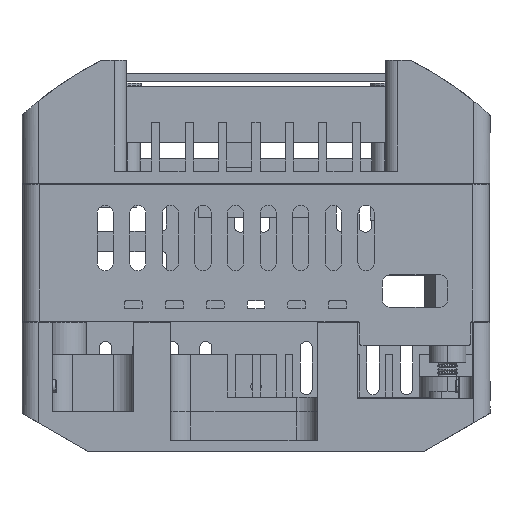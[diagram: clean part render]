
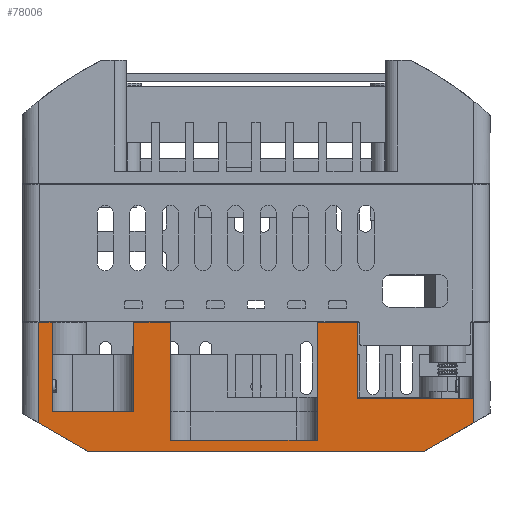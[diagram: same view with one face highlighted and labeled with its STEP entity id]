
A CAD part, left-side view. The second image highlights one B-rep face of the part: STEP entity #78006.
In plain terms, the highlighted face is planar.
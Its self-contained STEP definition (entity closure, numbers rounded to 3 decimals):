
#534 = LINE ( 'NONE', #19457, #6315 ) ;
#1065 = ORIENTED_EDGE ( 'NONE', *, *, #70961, .T. ) ;
#2149 = CARTESIAN_POINT ( 'NONE',  ( 112.5, -15.9, -15. ) ) ;
#2495 = DIRECTION ( 'NONE',  ( 0., 0., 1. ) ) ;
#2561 = VERTEX_POINT ( 'NONE', #73668 ) ;
#4762 = AXIS2_PLACEMENT_3D ( 'NONE', #33121, #39282, #2495 ) ;
#6315 = VECTOR ( 'NONE', #31525, 1000. ) ;
#8152 = VECTOR ( 'NONE', #37809, 1000. ) ;
#10444 = VERTEX_POINT ( 'NONE', #75583 ) ;
#10785 = DIRECTION ( 'NONE',  ( 0., 0., 1. ) ) ;
#11491 = CARTESIAN_POINT ( 'NONE',  ( 112.5, -1.4, 7.5 ) ) ;
#11976 = VERTEX_POINT ( 'NONE', #78942 ) ;
#13060 = LINE ( 'NONE', #46593, #14993 ) ;
#13095 = ORIENTED_EDGE ( 'NONE', *, *, #61952, .T. ) ;
#13209 = CARTESIAN_POINT ( 'NONE',  ( 112.5, -15.9, 27.6 ) ) ;
#14339 = DIRECTION ( 'NONE',  ( 0., 0., 1. ) ) ;
#14711 = EDGE_CURVE ( 'NONE', #15947, #38514, #31152, .T. ) ;
#14757 = EDGE_CURVE ( 'NONE', #2561, #29054, #14846, .T. ) ;
#14846 = LINE ( 'NONE', #47612, #45579 ) ;
#14875 = VECTOR ( 'NONE', #41279, 1000. ) ;
#14993 = VECTOR ( 'NONE', #52808, 1000. ) ;
#15638 = DIRECTION ( 'NONE',  ( 0., 0., -1. ) ) ;
#15867 = VECTOR ( 'NONE', #58065, 1000. ) ;
#15947 = VERTEX_POINT ( 'NONE', #23806 ) ;
#16597 = CARTESIAN_POINT ( 'NONE',  ( 112.5, -15.901, 12.5 ) ) ;
#17633 = CARTESIAN_POINT ( 'NONE',  ( 112.5, -4.7, 28.7 ) ) ;
#17893 = DIRECTION ( 'NONE',  ( 0., 0., -1. ) ) ;
#17896 = EDGE_CURVE ( 'NONE', #11976, #27564, #62005, .T. ) ;
#18285 = CARTESIAN_POINT ( 'NONE',  ( 112.5, -15.9, 7.5 ) ) ;
#18760 = VECTOR ( 'NONE', #17893, 1000. ) ;
#19457 = CARTESIAN_POINT ( 'NONE',  ( 112.5, -15.9, -15. ) ) ;
#19650 = DIRECTION ( 'NONE',  ( 0., 0., -1. ) ) ;
#19938 = LINE ( 'NONE', #42349, #67063 ) ;
#21102 = VERTEX_POINT ( 'NONE', #30483 ) ;
#21350 = CARTESIAN_POINT ( 'NONE',  ( 112.5, -15.9, -26.7 ) ) ;
#22230 = VECTOR ( 'NONE', #14339, 1000. ) ;
#23044 = EDGE_CURVE ( 'NONE', #11976, #71854, #28914, .T. ) ;
#23806 = CARTESIAN_POINT ( 'NONE',  ( 112.5, -3.545, 26.7 ) ) ;
#23820 = DIRECTION ( 'NONE',  ( 0., -0.5, 0.866 ) ) ;
#24146 = EDGE_CURVE ( 'NONE', #73289, #71854, #31689, .T. ) ;
#24154 = LINE ( 'NONE', #63767, #22230 ) ;
#24521 = LINE ( 'NONE', #31626, #8152 ) ;
#24811 = ORIENTED_EDGE ( 'NONE', *, *, #75097, .T. ) ;
#25185 = DIRECTION ( 'NONE',  ( 0., 0., -1. ) ) ;
#25822 = DIRECTION ( 'NONE',  ( 0., 1., 0. ) ) ;
#26056 = VECTOR ( 'NONE', #25185, 1000. ) ;
#26989 = VECTOR ( 'NONE', #15638, 1000. ) ;
#27564 = VERTEX_POINT ( 'NONE', #75252 ) ;
#27804 = LINE ( 'NONE', #71203, #76873 ) ;
#27999 = CARTESIAN_POINT ( 'NONE',  ( 112.5, -15.9, 27.6 ) ) ;
#28556 = DIRECTION ( 'NONE',  ( 0., -1., 0. ) ) ;
#28914 = LINE ( 'NONE', #27999, #26989 ) ;
#29054 = VERTEX_POINT ( 'NONE', #42148 ) ;
#30483 = CARTESIAN_POINT ( 'NONE',  ( 112.5, -15.9, -25. ) ) ;
#30632 = ORIENTED_EDGE ( 'NONE', *, *, #46315, .T. ) ;
#30695 = ORIENTED_EDGE ( 'NONE', *, *, #49521, .F. ) ;
#31152 = LINE ( 'NONE', #47087, #49422 ) ;
#31525 = DIRECTION ( 'NONE',  ( 0., -1., 0. ) ) ;
#31626 = CARTESIAN_POINT ( 'NONE',  ( 112.5, -4.7, -28.7 ) ) ;
#31689 = LINE ( 'NONE', #18285, #78817 ) ;
#31784 = VERTEX_POINT ( 'NONE', #54145 ) ;
#31832 = LINE ( 'NONE', #68241, #26056 ) ;
#32963 = VECTOR ( 'NONE', #19650, 1000. ) ;
#33121 = CARTESIAN_POINT ( 'NONE',  ( 112.5, 0., 0. ) ) ;
#34317 = VERTEX_POINT ( 'NONE', #68978 ) ;
#34341 = DIRECTION ( 'NONE',  ( 0., 0., -1. ) ) ;
#34788 = VERTEX_POINT ( 'NONE', #21350 ) ;
#34896 = VECTOR ( 'NONE', #23820, 1000. ) ;
#35132 = EDGE_CURVE ( 'NONE', #21102, #2561, #67775, .T. ) ;
#37020 = LINE ( 'NONE', #54726, #18760 ) ;
#37607 = ORIENTED_EDGE ( 'NONE', *, *, #14757, .F. ) ;
#37809 = DIRECTION ( 'NONE',  ( 0., 0.5, 0.866 ) ) ;
#37938 = ORIENTED_EDGE ( 'NONE', *, *, #35132, .F. ) ;
#38514 = VERTEX_POINT ( 'NONE', #53040 ) ;
#39221 = ORIENTED_EDGE ( 'NONE', *, *, #57724, .F. ) ;
#39282 = DIRECTION ( 'NONE',  ( -1., 0., 0. ) ) ;
#39857 = EDGE_CURVE ( 'NONE', #63262, #72912, #37020, .T. ) ;
#40306 = FACE_OUTER_BOUND ( 'NONE', #54390, .T. ) ;
#41279 = DIRECTION ( 'NONE',  ( 0., 1., 0. ) ) ;
#41544 = CARTESIAN_POINT ( 'NONE',  ( 112.5, -15.9, 26.5 ) ) ;
#42148 = CARTESIAN_POINT ( 'NONE',  ( 112.5, -4.9, -15. ) ) ;
#42349 = CARTESIAN_POINT ( 'NONE',  ( 112.5, 0., -26.7 ) ) ;
#42886 = CARTESIAN_POINT ( 'NONE',  ( 112.5, -1.4, -10.5 ) ) ;
#44549 = ORIENTED_EDGE ( 'NONE', *, *, #77134, .F. ) ;
#45579 = VECTOR ( 'NONE', #10785, 1000. ) ;
#45597 = EDGE_CURVE ( 'NONE', #31784, #15947, #67639, .T. ) ;
#46315 = EDGE_CURVE ( 'NONE', #70882, #71706, #77081, .T. ) ;
#46593 = CARTESIAN_POINT ( 'NONE',  ( 112.5, -15.9, -10.5 ) ) ;
#47087 = CARTESIAN_POINT ( 'NONE',  ( 112.5, 0., 26.7 ) ) ;
#47177 = ORIENTED_EDGE ( 'NONE', *, *, #24146, .F. ) ;
#47612 = CARTESIAN_POINT ( 'NONE',  ( 112.5, -4.9, -15. ) ) ;
#49276 = LINE ( 'NONE', #13209, #32963 ) ;
#49422 = VECTOR ( 'NONE', #28556, 1000. ) ;
#49521 = EDGE_CURVE ( 'NONE', #29054, #72912, #534, .T. ) ;
#50622 = VERTEX_POINT ( 'NONE', #42886 ) ;
#51100 = CARTESIAN_POINT ( 'NONE',  ( 112.5, -15.9, 7.5 ) ) ;
#52425 = EDGE_CURVE ( 'NONE', #38514, #70882, #49276, .T. ) ;
#52808 = DIRECTION ( 'NONE',  ( 0., 1., 0. ) ) ;
#53040 = CARTESIAN_POINT ( 'NONE',  ( 112.5, -15.9, 26.7 ) ) ;
#53368 = ORIENTED_EDGE ( 'NONE', *, *, #45597, .T. ) ;
#54145 = CARTESIAN_POINT ( 'NONE',  ( 112.5, 0., 20.559 ) ) ;
#54390 = EDGE_LOOP ( 'NONE', ( #53368, #73182, #70429, #30632, #13095, #76848, #78414, #47177, #44549, #39221, #54900, #30695, #37607, #37938, #74307, #1065, #24811, #56284 ) ) ;
#54726 = CARTESIAN_POINT ( 'NONE',  ( 112.5, -15.9, 27.6 ) ) ;
#54900 = ORIENTED_EDGE ( 'NONE', *, *, #39857, .T. ) ;
#55361 = DIRECTION ( 'NONE',  ( 0., -1., 0. ) ) ;
#55946 = CARTESIAN_POINT ( 'NONE',  ( 112.5, -15.9, -25. ) ) ;
#56284 = ORIENTED_EDGE ( 'NONE', *, *, #74996, .T. ) ;
#56915 = VECTOR ( 'NONE', #25822, 1000. ) ;
#57724 = EDGE_CURVE ( 'NONE', #63262, #50622, #13060, .T. ) ;
#58065 = DIRECTION ( 'NONE',  ( 0., 0., 1. ) ) ;
#61243 = CARTESIAN_POINT ( 'NONE',  ( 112.5, 0., 20.559 ) ) ;
#61952 = EDGE_CURVE ( 'NONE', #71706, #27564, #27804, .T. ) ;
#62005 = LINE ( 'NONE', #16597, #14875 ) ;
#62663 = CARTESIAN_POINT ( 'NONE',  ( 112.5, -15.901, 26.5 ) ) ;
#63262 = VERTEX_POINT ( 'NONE', #72576 ) ;
#63767 = CARTESIAN_POINT ( 'NONE',  ( 112.5, -1.4, 7.5 ) ) ;
#65825 = VECTOR ( 'NONE', #74513, 1000. ) ;
#66873 = LINE ( 'NONE', #61243, #15867 ) ;
#67063 = VECTOR ( 'NONE', #79181, 1000. ) ;
#67639 = LINE ( 'NONE', #17633, #34896 ) ;
#67775 = LINE ( 'NONE', #55946, #65825 ) ;
#68128 = EDGE_CURVE ( 'NONE', #21102, #34788, #31832, .T. ) ;
#68241 = CARTESIAN_POINT ( 'NONE',  ( 112.5, -15.9, 27.6 ) ) ;
#68978 = CARTESIAN_POINT ( 'NONE',  ( 112.5, 0., -20.559 ) ) ;
#70008 = PLANE ( 'NONE',  #4762 ) ;
#70429 = ORIENTED_EDGE ( 'NONE', *, *, #52425, .T. ) ;
#70882 = VERTEX_POINT ( 'NONE', #41544 ) ;
#70961 = EDGE_CURVE ( 'NONE', #34788, #10444, #19938, .T. ) ;
#71203 = CARTESIAN_POINT ( 'NONE',  ( 112.5, -6.5, 12.5 ) ) ;
#71706 = VERTEX_POINT ( 'NONE', #74530 ) ;
#71854 = VERTEX_POINT ( 'NONE', #51100 ) ;
#72576 = CARTESIAN_POINT ( 'NONE',  ( 112.5, -15.9, -10.5 ) ) ;
#72912 = VERTEX_POINT ( 'NONE', #2149 ) ;
#73182 = ORIENTED_EDGE ( 'NONE', *, *, #14711, .T. ) ;
#73289 = VERTEX_POINT ( 'NONE', #11491 ) ;
#73668 = CARTESIAN_POINT ( 'NONE',  ( 112.5, -4.9, -25. ) ) ;
#74307 = ORIENTED_EDGE ( 'NONE', *, *, #68128, .T. ) ;
#74513 = DIRECTION ( 'NONE',  ( 0., 1., 0. ) ) ;
#74530 = CARTESIAN_POINT ( 'NONE',  ( 112.5, -6.5, 26.5 ) ) ;
#74996 = EDGE_CURVE ( 'NONE', #34317, #31784, #66873, .T. ) ;
#75097 = EDGE_CURVE ( 'NONE', #10444, #34317, #24521, .T. ) ;
#75252 = CARTESIAN_POINT ( 'NONE',  ( 112.5, -6.5, 12.5 ) ) ;
#75583 = CARTESIAN_POINT ( 'NONE',  ( 112.5, -3.545, -26.7 ) ) ;
#76848 = ORIENTED_EDGE ( 'NONE', *, *, #17896, .F. ) ;
#76873 = VECTOR ( 'NONE', #34341, 1000. ) ;
#77081 = LINE ( 'NONE', #62663, #56915 ) ;
#77134 = EDGE_CURVE ( 'NONE', #50622, #73289, #24154, .T. ) ;
#78006 = ADVANCED_FACE ( 'NONE', ( #40306 ), #70008, .F. ) ;
#78414 = ORIENTED_EDGE ( 'NONE', *, *, #23044, .T. ) ;
#78817 = VECTOR ( 'NONE', #55361, 1000. ) ;
#78942 = CARTESIAN_POINT ( 'NONE',  ( 112.5, -15.9, 12.5 ) ) ;
#79181 = DIRECTION ( 'NONE',  ( 0., 1., 0. ) ) ;
